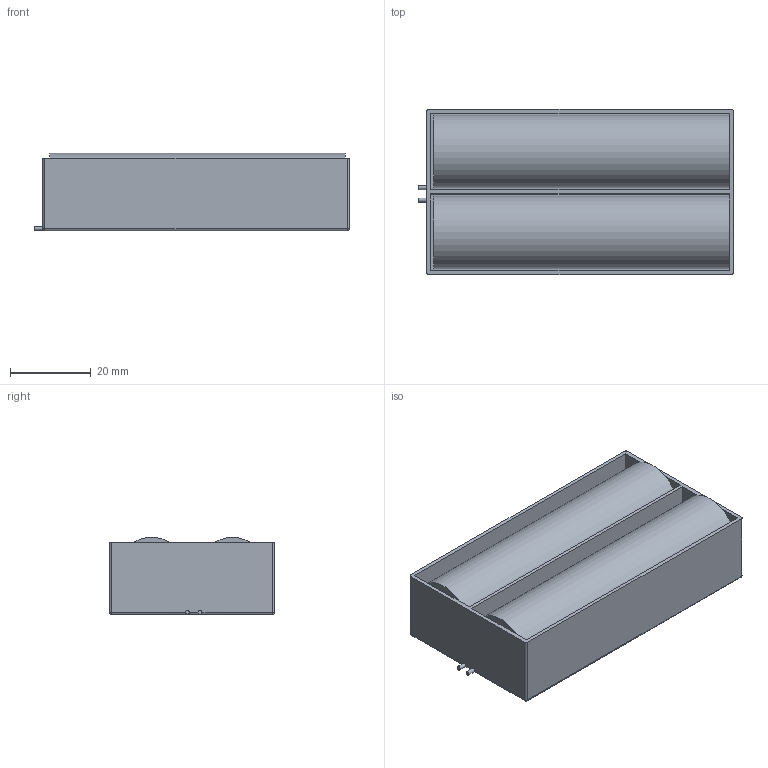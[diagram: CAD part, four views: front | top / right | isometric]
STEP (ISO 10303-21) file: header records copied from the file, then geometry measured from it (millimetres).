
FILE_DESCRIPTION(/* description */ ('STEP AP242','CAx-IF Rec.Pracs.---Representation and Presentation of Product Manufacturing Information (PMI)---4.0---2014-10-13','CAx-IF Rec.Pracs.---3D Tessellated Geometry---0.4---2014-09-14','2;1'),/* implementation_level */ '2;1');
FILE_NAME(/* name */ '6634982971df362b6f154e36',/* time_stamp */ '2024-05-03T07:54:17Z',/* author */ (''),/* organization */ (''),/* preprocessor_version */ 'ST-DEVELOPER v20',/* originating_system */ ' ',/* authorisation */ ' ');
FILE_SCHEMA (('AP242_MANAGED_MODEL_BASED_3D_ENGINEERING_MIM_LF { 1 0 10303 442 1 1 4 }'));
Length unit declared in the file: metre
Products named in the file (3): Porta_baterias; 18650
Bounding box: 78 x 41 x 19.18 mm (x, y, z)
Volume: 45576 mm3; surface area: 26022.7 mm2
Topology: 3 solids, 3 shells, 38 faces, 82 edges, 48 vertices
Faces by surface type: plane 22, cylinder 12, sphere 4
Full cylindrical faces by diameter (mm): 1 x2, 18 x2
Entity records: 1037 total; most frequent: DIRECTION 176, CARTESIAN_POINT 175, ORIENTED_EDGE 144, EDGE_CURVE 72, AXIS2_PLACEMENT_3D 65, VERTEX_POINT 46, LINE 46, VECTOR 46
